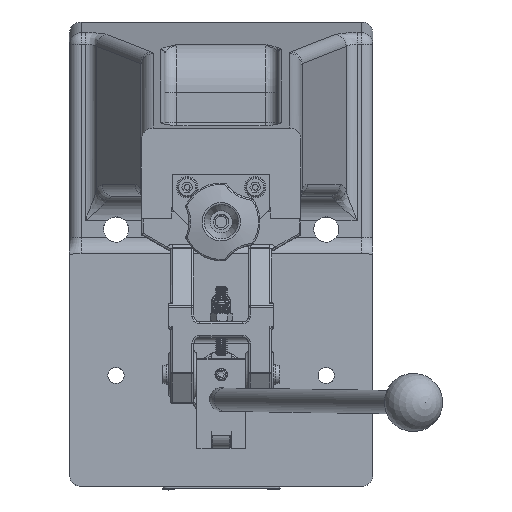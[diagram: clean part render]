
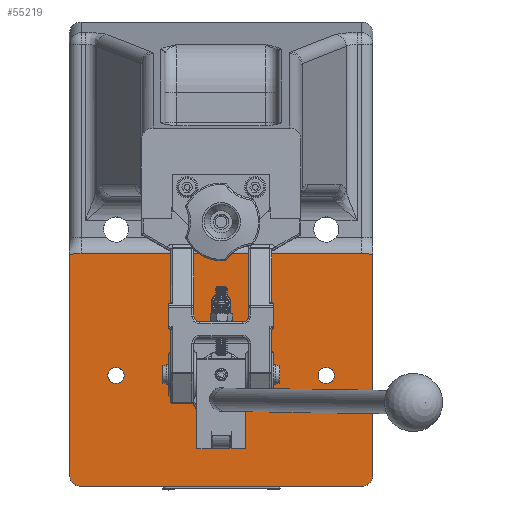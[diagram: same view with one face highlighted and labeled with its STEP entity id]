
A CAD part, top view. The second image highlights one B-rep face of the part: STEP entity #55219.
In plain terms, the highlighted planar face has unit normal (0, 0, 1).
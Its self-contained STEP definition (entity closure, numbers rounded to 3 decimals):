
#1337=B_SPLINE_CURVE_WITH_KNOTS('',3,(#73708,#73709,#73710,#73711,#73712,
#73713),.UNSPECIFIED.,.F.,.F.,(4,2,4),(-0.563,-0.307,
0.),.UNSPECIFIED.);
#1338=B_SPLINE_CURVE_WITH_KNOTS('',3,(#73724,#73725,#73726,#73727,#73728,
#73729),.UNSPECIFIED.,.F.,.F.,(4,2,4),(0.,0.307,0.563),
 .UNSPECIFIED.);
#3534=FACE_BOUND('',#8599,.T.);
#3535=FACE_BOUND('',#8600,.T.);
#3536=FACE_BOUND('',#8601,.T.);
#4193=CIRCLE('',#58486,4.188);
#4194=CIRCLE('',#58487,4.188);
#4197=CIRCLE('',#58491,4.188);
#4198=CIRCLE('',#58492,4.188);
#4201=CIRCLE('',#58498,10.);
#4202=CIRCLE('',#58499,10.);
#4270=CIRCLE('',#58620,6.);
#4271=CIRCLE('',#58621,6.);
#5519=FACE_OUTER_BOUND('',#8598,.T.);
#8598=EDGE_LOOP('',(#35010,#35011,#35012,#35013,#35014,#35015,#35016,#35017));
#8599=EDGE_LOOP('',(#35018,#35019));
#8600=EDGE_LOOP('',(#35020,#35021));
#8601=EDGE_LOOP('',(#35022,#35023));
#12000=LINE('',#73706,#16644);
#12001=LINE('',#73715,#16645);
#12002=LINE('',#73719,#16646);
#12003=LINE('',#73723,#16647);
#16644=VECTOR('',#62205,10.);
#16645=VECTOR('',#62206,10.);
#16646=VECTOR('',#62209,10.);
#16647=VECTOR('',#62212,10.);
#21266=VERTEX_POINT('',#73030);
#21267=VERTEX_POINT('',#73031);
#21271=VERTEX_POINT('',#73051);
#21272=VERTEX_POINT('',#73052);
#21284=VERTEX_POINT('',#73092);
#21285=VERTEX_POINT('',#73093);
#21406=VERTEX_POINT('',#73704);
#21407=VERTEX_POINT('',#73705);
#21408=VERTEX_POINT('',#73707);
#21409=VERTEX_POINT('',#73714);
#21410=VERTEX_POINT('',#73716);
#21411=VERTEX_POINT('',#73718);
#21412=VERTEX_POINT('',#73720);
#21413=VERTEX_POINT('',#73722);
#26555=EDGE_CURVE('',#21266,#21267,#4193,.T.);
#26556=EDGE_CURVE('',#21267,#21266,#4194,.T.);
#26561=EDGE_CURVE('',#21271,#21272,#4197,.T.);
#26562=EDGE_CURVE('',#21272,#21271,#4198,.T.);
#26577=EDGE_CURVE('',#21284,#21285,#4201,.T.);
#26578=EDGE_CURVE('',#21285,#21284,#4202,.T.);
#26752=EDGE_CURVE('',#21406,#21407,#12000,.T.);
#26753=EDGE_CURVE('',#21408,#21406,#1337,.T.);
#26754=EDGE_CURVE('',#21409,#21408,#12001,.T.);
#26755=EDGE_CURVE('',#21410,#21409,#4270,.T.);
#26756=EDGE_CURVE('',#21411,#21410,#12002,.T.);
#26757=EDGE_CURVE('',#21412,#21411,#4271,.T.);
#26758=EDGE_CURVE('',#21413,#21412,#12003,.T.);
#26759=EDGE_CURVE('',#21407,#21413,#1338,.T.);
#35010=ORIENTED_EDGE('',*,*,#26752,.F.);
#35011=ORIENTED_EDGE('',*,*,#26753,.F.);
#35012=ORIENTED_EDGE('',*,*,#26754,.F.);
#35013=ORIENTED_EDGE('',*,*,#26755,.F.);
#35014=ORIENTED_EDGE('',*,*,#26756,.F.);
#35015=ORIENTED_EDGE('',*,*,#26757,.F.);
#35016=ORIENTED_EDGE('',*,*,#26758,.F.);
#35017=ORIENTED_EDGE('',*,*,#26759,.F.);
#35018=ORIENTED_EDGE('',*,*,#26555,.T.);
#35019=ORIENTED_EDGE('',*,*,#26556,.T.);
#35020=ORIENTED_EDGE('',*,*,#26561,.T.);
#35021=ORIENTED_EDGE('',*,*,#26562,.T.);
#35022=ORIENTED_EDGE('',*,*,#26577,.T.);
#35023=ORIENTED_EDGE('',*,*,#26578,.T.);
#50772=PLANE('',#58619);
#55219=ADVANCED_FACE('',(#5519,#3534,#3535,#3536),#50772,.T.);
#58486=AXIS2_PLACEMENT_3D('',#73032,#61847,#61848);
#58487=AXIS2_PLACEMENT_3D('',#73033,#61849,#61850);
#58491=AXIS2_PLACEMENT_3D('',#73053,#61858,#61859);
#58492=AXIS2_PLACEMENT_3D('',#73054,#61860,#61861);
#58498=AXIS2_PLACEMENT_3D('',#73094,#61883,#61884);
#58499=AXIS2_PLACEMENT_3D('',#73095,#61885,#61886);
#58619=AXIS2_PLACEMENT_3D('',#73703,#62203,#62204);
#58620=AXIS2_PLACEMENT_3D('',#73717,#62207,#62208);
#58621=AXIS2_PLACEMENT_3D('',#73721,#62210,#62211);
#61847=DIRECTION('center_axis',(0.,0.,
-1.));
#61848=DIRECTION('ref_axis',(0.707,-0.707,0.));
#61849=DIRECTION('center_axis',(0.,0.,
-1.));
#61850=DIRECTION('ref_axis',(0.707,-0.707,0.));
#61858=DIRECTION('center_axis',(0.,0.,
-1.));
#61859=DIRECTION('ref_axis',(0.707,-0.707,0.));
#61860=DIRECTION('center_axis',(0.,0.,
-1.));
#61861=DIRECTION('ref_axis',(0.707,-0.707,0.));
#61883=DIRECTION('center_axis',(0.,0.,
-1.));
#61884=DIRECTION('ref_axis',(0.707,-0.707,0.));
#61885=DIRECTION('center_axis',(0.,0.,
-1.));
#61886=DIRECTION('ref_axis',(0.707,-0.707,0.));
#62203=DIRECTION('center_axis',(0.,0.,
1.));
#62204=DIRECTION('ref_axis',(0.707,-0.707,0.));
#62205=DIRECTION('',(1.,0.,0.));
#62206=DIRECTION('',(0.,1.,0.));
#62207=DIRECTION('center_axis',(0.,0.,
-1.));
#62208=DIRECTION('ref_axis',(-0.707,-0.707,0.));
#62209=DIRECTION('',(-1.,0.,0.));
#62210=DIRECTION('center_axis',(0.,0.,
-1.));
#62211=DIRECTION('ref_axis',(0.707,-0.707,0.));
#62212=DIRECTION('',(0.,-1.,0.));
#73030=CARTESIAN_POINT('',(60.254,54.039,13.884));
#73031=CARTESIAN_POINT('',(54.332,59.961,13.884));
#73032=CARTESIAN_POINT('Origin',(57.293,57.,13.884));
#73033=CARTESIAN_POINT('Origin',(57.293,57.,13.884));
#73051=CARTESIAN_POINT('',(-47.746,54.039,13.884));
#73052=CARTESIAN_POINT('',(-53.668,59.961,13.884));
#73053=CARTESIAN_POINT('Origin',(-50.707,57.,13.884));
#73054=CARTESIAN_POINT('Origin',(-50.707,57.,13.884));
#73092=CARTESIAN_POINT('',(10.364,49.929,13.884));
#73093=CARTESIAN_POINT('',(-3.778,64.071,13.884));
#73094=CARTESIAN_POINT('Origin',(3.293,57.,13.884));
#73095=CARTESIAN_POINT('Origin',(3.293,57.,13.884));
#73703=CARTESIAN_POINT('Origin',(4.844,59.853,13.884));
#73704=CARTESIAN_POINT('',(-68.707,119.708,13.884));
#73705=CARTESIAN_POINT('',(75.293,119.708,13.884));
#73706=CARTESIAN_POINT('',(-35.707,119.708,13.884));
#73707=CARTESIAN_POINT('',(-74.707,119.232,13.884));
#73708=CARTESIAN_POINT('Ctrl Pts',(-74.707,119.232,13.884));
#73709=CARTESIAN_POINT('Ctrl Pts',(-73.832,119.325,13.884));
#73710=CARTESIAN_POINT('Ctrl Pts',(-72.9,119.44,13.884));
#73711=CARTESIAN_POINT('Ctrl Pts',(-70.849,119.641,13.884));
#73712=CARTESIAN_POINT('Ctrl Pts',(-69.729,119.708,13.884));
#73713=CARTESIAN_POINT('Ctrl Pts',(-68.707,119.708,13.884));
#73714=CARTESIAN_POINT('',(-74.707,6.,13.884));
#73715=CARTESIAN_POINT('',(-74.707,57.426,13.884));
#73716=CARTESIAN_POINT('',(-68.707,0.,13.884));
#73717=CARTESIAN_POINT('Origin',(-68.707,6.,13.884));
#73718=CARTESIAN_POINT('',(75.293,0.,13.884));
#73719=CARTESIAN_POINT('',(-34.932,0.,13.884));
#73720=CARTESIAN_POINT('',(81.293,6.,13.884));
#73721=CARTESIAN_POINT('Origin',(75.293,6.,13.884));
#73722=CARTESIAN_POINT('',(81.293,119.232,13.884));
#73723=CARTESIAN_POINT('',(81.293,149.426,13.884));
#73724=CARTESIAN_POINT('Ctrl Pts',(75.293,119.708,13.884));
#73725=CARTESIAN_POINT('Ctrl Pts',(76.315,119.708,13.884));
#73726=CARTESIAN_POINT('Ctrl Pts',(77.435,119.641,13.884));
#73727=CARTESIAN_POINT('Ctrl Pts',(79.486,119.44,13.884));
#73728=CARTESIAN_POINT('Ctrl Pts',(80.418,119.325,13.884));
#73729=CARTESIAN_POINT('Ctrl Pts',(81.293,119.232,13.884));
